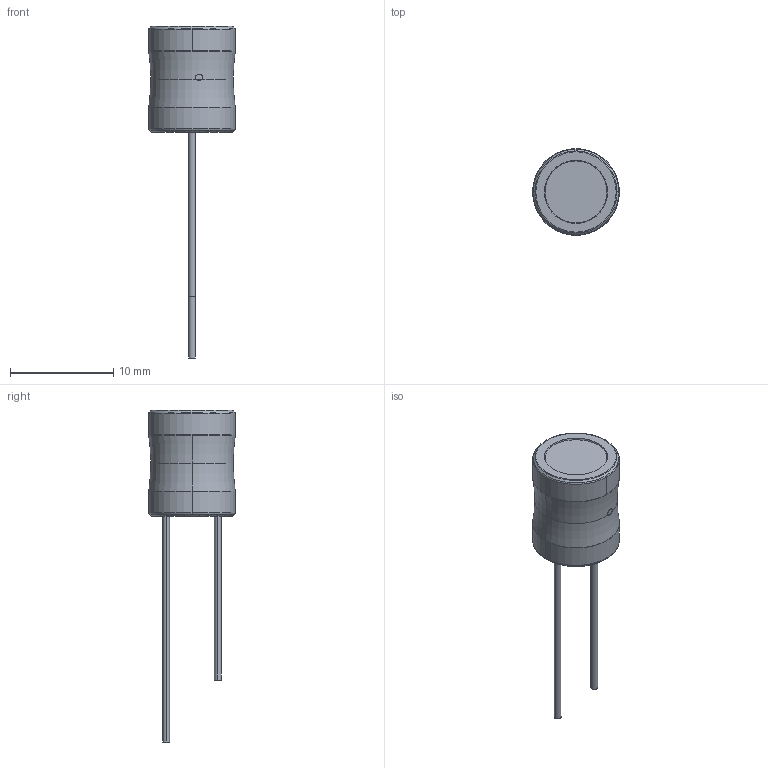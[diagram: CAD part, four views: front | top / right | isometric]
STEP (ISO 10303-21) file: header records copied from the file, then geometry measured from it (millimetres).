
FILE_DESCRIPTION (( 'STEP AP214' ), '1' );
FILE_NAME ('RLB0914-102KL.STEP', '2023-11-24T12:12:49', ( '' ), ( '' ), 'SwSTEP 2.0', 'SolidWorks 2022', '' );
FILE_SCHEMA (( 'AUTOMOTIVE_DESIGN' ));
Length unit declared in the file: millimetre
Products named in the file (6): 0_8; RLB0914-102KL; 0_3; 0_7; 0; 0_2
Assembly tree (5 placements, depth 2):
  RLB0914-102KL
    0
    0_8
    0_3
    0_2
    0_7
Bounding box: 8.4 x 8.4 x 32.14 mm (x, y, z)
Volume: 374.6 mm3; surface area: 1050.8 mm2
Topology: 5 solids, 5 shells, 108 faces, 248 edges, 156 vertices
Faces by surface type: cylinder 42, torus 24, plane 22, cone 18, bspline 2
Entity records: 3470 total; most frequent: CARTESIAN_POINT 646, DIRECTION 606, ORIENTED_EDGE 496, AXIS2_PLACEMENT_3D 260, EDGE_CURVE 248, VERTEX_POINT 156, CIRCLE 146, EDGE_LOOP 116
